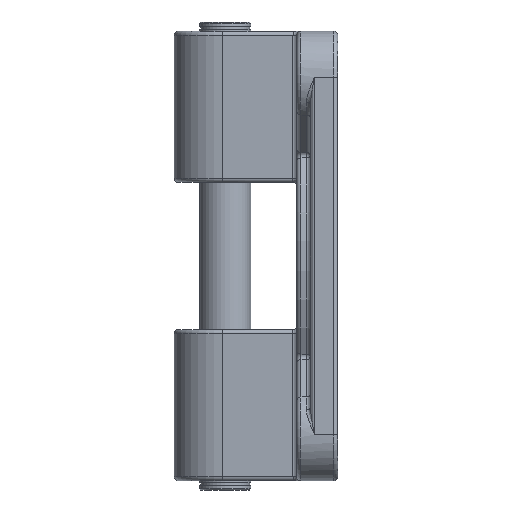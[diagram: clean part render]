
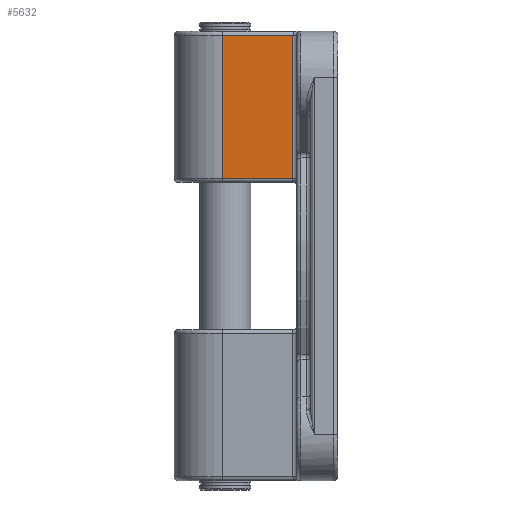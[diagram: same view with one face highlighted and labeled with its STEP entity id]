
A CAD part, left-side view. The second image highlights one B-rep face of the part: STEP entity #5632.
In plain terms, the highlighted planar face has unit normal (-0.999, 0.052, 0).
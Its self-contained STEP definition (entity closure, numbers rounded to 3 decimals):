
#2372 = CYLINDRICAL_SURFACE('',#2373,2.);
#2373 = AXIS2_PLACEMENT_3D('',#2374,#2375,#2376);
#2374 = CARTESIAN_POINT('',(-28.767,22.,-207.082));
#2375 = DIRECTION('',(0.,0.,1.));
#2376 = DIRECTION('',(1.,0.,0.));
#4132 = CYLINDRICAL_SURFACE('',#4133,2.);
#4133 = AXIS2_PLACEMENT_3D('',#4134,#4135,#4136);
#4134 = CARTESIAN_POINT('',(-22.968,56.204,108.));
#4135 = DIRECTION('',(0.052,0.999,0.));
#4136 = DIRECTION('',(-0.999,0.052,0.));
#5565 = CYLINDRICAL_SURFACE('',#5566,2.);
#5566 = AXIS2_PLACEMENT_3D('',#5567,#5568,#5569);
#5567 = CARTESIAN_POINT('',(-20.541,102.518,38.));
#5568 = DIRECTION('',(0.052,0.999,0.));
#5569 = DIRECTION('',(-0.999,0.052,0.));
#5632 = ADVANCED_FACE('',(#5633),#5647,.F.);
#5633 = FACE_BOUND('',#5634,.T.);
#5634 = EDGE_LOOP('',(#5635,#5670,#5693,#5716));
#5635 = ORIENTED_EDGE('',*,*,#5636,.F.);
#5636 = EDGE_CURVE('',#5637,#5639,#5641,.T.);
#5637 = VERTEX_POINT('',#5638);
#5638 = CARTESIAN_POINT('',(-24.966,56.308,38.));
#5639 = VERTEX_POINT('',#5640);
#5640 = CARTESIAN_POINT('',(-24.966,56.308,108.));
#5641 = SURFACE_CURVE('',#5642,(#5646,#5658),.PCURVE_S1.);
#5642 = LINE('',#5643,#5644);
#5643 = CARTESIAN_POINT('',(-24.966,56.308,
    -207.082));
#5644 = VECTOR('',#5645,1.);
#5645 = DIRECTION('',(0.,0.,1.));
#5646 = PCURVE('',#5647,#5652);
#5647 = PLANE('',#5648);
#5648 = AXIS2_PLACEMENT_3D('',#5649,#5650,#5651);
#5649 = CARTESIAN_POINT('',(-24.966,56.308,
    -207.082));
#5650 = DIRECTION('',(0.999,-0.052,0.));
#5651 = DIRECTION('',(0.052,0.999,0.));
#5652 = DEFINITIONAL_REPRESENTATION('',(#5653),#5657);
#5653 = LINE('',#5654,#5655);
#5654 = CARTESIAN_POINT('',(0.,0.));
#5655 = VECTOR('',#5656,1.);
#5656 = DIRECTION('',(0.,1.));
#5657 = ( GEOMETRIC_REPRESENTATION_CONTEXT(2) 
PARAMETRIC_REPRESENTATION_CONTEXT() REPRESENTATION_CONTEXT('2D SPACE',''
  ) );
#5658 = PCURVE('',#5659,#5664);
#5659 = CYLINDRICAL_SURFACE('',#5660,25.);
#5660 = AXIS2_PLACEMENT_3D('',#5661,#5662,#5663);
#5661 = CARTESIAN_POINT('',(0.,55.,-207.082));
#5662 = DIRECTION('',(0.,0.,1.));
#5663 = DIRECTION('',(1.,0.,0.));
#5664 = DEFINITIONAL_REPRESENTATION('',(#5665),#5669);
#5665 = LINE('',#5666,#5667);
#5666 = CARTESIAN_POINT('',(3.089,0.));
#5667 = VECTOR('',#5668,1.);
#5668 = DIRECTION('',(0.,1.));
#5669 = ( GEOMETRIC_REPRESENTATION_CONTEXT(2) 
PARAMETRIC_REPRESENTATION_CONTEXT() REPRESENTATION_CONTEXT('2D SPACE',''
  ) );
#5670 = ORIENTED_EDGE('',*,*,#5671,.T.);
#5671 = EDGE_CURVE('',#5637,#5672,#5674,.T.);
#5672 = VERTEX_POINT('',#5673);
#5673 = CARTESIAN_POINT('',(-26.769,21.895,38.));
#5674 = SURFACE_CURVE('',#5675,(#5679,#5686),.PCURVE_S1.);
#5675 = LINE('',#5676,#5677);
#5676 = CARTESIAN_POINT('',(-24.966,56.308,38.));
#5677 = VECTOR('',#5678,1.);
#5678 = DIRECTION('',(-0.052,-0.999,-0.));
#5679 = PCURVE('',#5647,#5680);
#5680 = DEFINITIONAL_REPRESENTATION('',(#5681),#5685);
#5681 = LINE('',#5682,#5683);
#5682 = CARTESIAN_POINT('',(0.,245.082));
#5683 = VECTOR('',#5684,1.);
#5684 = DIRECTION('',(-1.,0.));
#5685 = ( GEOMETRIC_REPRESENTATION_CONTEXT(2) 
PARAMETRIC_REPRESENTATION_CONTEXT() REPRESENTATION_CONTEXT('2D SPACE',''
  ) );
#5686 = PCURVE('',#5565,#5687);
#5687 = DEFINITIONAL_REPRESENTATION('',(#5688),#5692);
#5688 = LINE('',#5689,#5690);
#5689 = CARTESIAN_POINT('',(6.283,-46.378));
#5690 = VECTOR('',#5691,1.);
#5691 = DIRECTION('',(0.,-1.));
#5692 = ( GEOMETRIC_REPRESENTATION_CONTEXT(2) 
PARAMETRIC_REPRESENTATION_CONTEXT() REPRESENTATION_CONTEXT('2D SPACE',''
  ) );
#5693 = ORIENTED_EDGE('',*,*,#5694,.T.);
#5694 = EDGE_CURVE('',#5672,#5695,#5697,.T.);
#5695 = VERTEX_POINT('',#5696);
#5696 = CARTESIAN_POINT('',(-26.769,21.895,108.));
#5697 = SURFACE_CURVE('',#5698,(#5702,#5709),.PCURVE_S1.);
#5698 = LINE('',#5699,#5700);
#5699 = CARTESIAN_POINT('',(-26.769,21.895,
    -207.082));
#5700 = VECTOR('',#5701,1.);
#5701 = DIRECTION('',(0.,0.,1.));
#5702 = PCURVE('',#5647,#5703);
#5703 = DEFINITIONAL_REPRESENTATION('',(#5704),#5708);
#5704 = LINE('',#5705,#5706);
#5705 = CARTESIAN_POINT('',(-34.46,0.));
#5706 = VECTOR('',#5707,1.);
#5707 = DIRECTION('',(0.,1.));
#5708 = ( GEOMETRIC_REPRESENTATION_CONTEXT(2) 
PARAMETRIC_REPRESENTATION_CONTEXT() REPRESENTATION_CONTEXT('2D SPACE',''
  ) );
#5709 = PCURVE('',#2372,#5710);
#5710 = DEFINITIONAL_REPRESENTATION('',(#5711),#5715);
#5711 = LINE('',#5712,#5713);
#5712 = CARTESIAN_POINT('',(6.231,0.));
#5713 = VECTOR('',#5714,1.);
#5714 = DIRECTION('',(0.,1.));
#5715 = ( GEOMETRIC_REPRESENTATION_CONTEXT(2) 
PARAMETRIC_REPRESENTATION_CONTEXT() REPRESENTATION_CONTEXT('2D SPACE',''
  ) );
#5716 = ORIENTED_EDGE('',*,*,#5717,.T.);
#5717 = EDGE_CURVE('',#5695,#5639,#5718,.T.);
#5718 = SURFACE_CURVE('',#5719,(#5723,#5730),.PCURVE_S1.);
#5719 = LINE('',#5720,#5721);
#5720 = CARTESIAN_POINT('',(-24.966,56.308,108.));
#5721 = VECTOR('',#5722,1.);
#5722 = DIRECTION('',(0.052,0.999,0.));
#5723 = PCURVE('',#5647,#5724);
#5724 = DEFINITIONAL_REPRESENTATION('',(#5725),#5729);
#5725 = LINE('',#5726,#5727);
#5726 = CARTESIAN_POINT('',(0.,315.082));
#5727 = VECTOR('',#5728,1.);
#5728 = DIRECTION('',(1.,0.));
#5729 = ( GEOMETRIC_REPRESENTATION_CONTEXT(2) 
PARAMETRIC_REPRESENTATION_CONTEXT() REPRESENTATION_CONTEXT('2D SPACE',''
  ) );
#5730 = PCURVE('',#4132,#5731);
#5731 = DEFINITIONAL_REPRESENTATION('',(#5732),#5736);
#5732 = LINE('',#5733,#5734);
#5733 = CARTESIAN_POINT('',(0.,0.));
#5734 = VECTOR('',#5735,1.);
#5735 = DIRECTION('',(0.,1.));
#5736 = ( GEOMETRIC_REPRESENTATION_CONTEXT(2) 
PARAMETRIC_REPRESENTATION_CONTEXT() REPRESENTATION_CONTEXT('2D SPACE',''
  ) );
